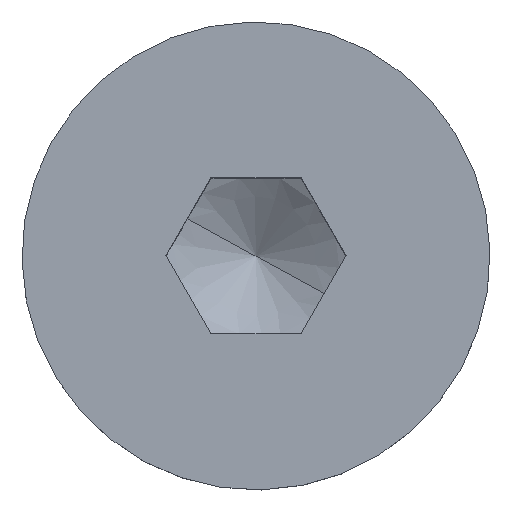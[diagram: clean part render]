
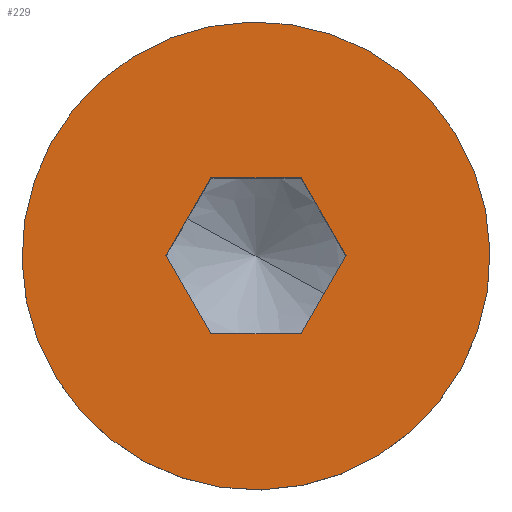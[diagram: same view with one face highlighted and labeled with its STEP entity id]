
A CAD part, top view. The second image highlights one B-rep face of the part: STEP entity #229.
In plain terms, the highlighted planar face has unit normal (0, 0, 1).
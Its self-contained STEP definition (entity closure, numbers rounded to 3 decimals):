
#148=AXIS2_PLACEMENT_3D('Circle Axis2P3D',#146,#147,$) ;
#160=AXIS2_PLACEMENT_3D('Circle Axis2P3D',#158,#159,$) ;
#173=AXIS2_PLACEMENT_3D('Plane Axis2P3D',#170,#171,#172) ;
#136=CARTESIAN_POINT('Vertex',(0.551,6.657,9.)) ;
#143=CARTESIAN_POINT('Vertex',(8.449,2.343,9.)) ;
#146=CARTESIAN_POINT('Axis2P3D Location',(4.5,4.5,9.)) ;
#158=CARTESIAN_POINT('Axis2P3D Location',(4.5,4.5,9.)) ;
#170=CARTESIAN_POINT('Axis2P3D Location',(4.5,4.5,9.)) ;
#179=CARTESIAN_POINT('Line Origine',(3.201,5.25,9.)) ;
#183=CARTESIAN_POINT('Vertex',(2.768,4.5,9.)) ;
#185=CARTESIAN_POINT('Vertex',(3.634,6.,9.)) ;
#188=CARTESIAN_POINT('Line Origine',(4.5,6.,9.)) ;
#192=CARTESIAN_POINT('Vertex',(5.366,6.,9.)) ;
#195=CARTESIAN_POINT('Line Origine',(5.799,5.25,9.)) ;
#199=CARTESIAN_POINT('Vertex',(6.232,4.5,9.)) ;
#202=CARTESIAN_POINT('Line Origine',(5.799,3.75,9.)) ;
#206=CARTESIAN_POINT('Vertex',(5.366,3.,9.)) ;
#209=CARTESIAN_POINT('Line Origine',(4.5,3.,9.)) ;
#213=CARTESIAN_POINT('Vertex',(3.634,3.,9.)) ;
#216=CARTESIAN_POINT('Line Origine',(3.201,3.75,9.)) ;
#147=DIRECTION('Axis2P3D Direction',(0.,0.,-1.)) ;
#159=DIRECTION('Axis2P3D Direction',(0.,0.,-1.)) ;
#171=DIRECTION('Axis2P3D Direction',(0.,0.,-1.)) ;
#172=DIRECTION('Axis2P3D XDirection',(1.,0.,0.)) ;
#180=DIRECTION('Vector Direction',(0.5,0.866,0.)) ;
#189=DIRECTION('Vector Direction',(1.,0.,0.)) ;
#196=DIRECTION('Vector Direction',(0.5,-0.866,0.)) ;
#203=DIRECTION('Vector Direction',(0.5,0.866,0.)) ;
#210=DIRECTION('Vector Direction',(1.,0.,0.)) ;
#217=DIRECTION('Vector Direction',(0.5,-0.866,0.)) ;
#181=VECTOR('Line Direction',#180,1.) ;
#190=VECTOR('Line Direction',#189,1.) ;
#197=VECTOR('Line Direction',#196,1.) ;
#204=VECTOR('Line Direction',#203,1.) ;
#211=VECTOR('Line Direction',#210,1.) ;
#218=VECTOR('Line Direction',#217,1.) ;
#176=ORIENTED_EDGE('',*,*,#162,.F.) ;
#177=ORIENTED_EDGE('',*,*,#150,.F.) ;
#222=ORIENTED_EDGE('',*,*,#187,.T.) ;
#223=ORIENTED_EDGE('',*,*,#194,.T.) ;
#224=ORIENTED_EDGE('',*,*,#201,.T.) ;
#225=ORIENTED_EDGE('',*,*,#208,.T.) ;
#226=ORIENTED_EDGE('',*,*,#215,.T.) ;
#227=ORIENTED_EDGE('',*,*,#220,.T.) ;
#228=FACE_BOUND('',#221,.T.) ;
#229=ADVANCED_FACE('K\X2\00F6\X0\rper.2 ( *SOL7 - wsp *MASTER -  )',(#178,#228),#174,.F.) ;
#149=CIRCLE('generated circle',#148,4.5) ;
#161=CIRCLE('generated circle',#160,4.5) ;
#150=EDGE_CURVE('',#144,#137,#149,.T.) ;
#162=EDGE_CURVE('',#137,#144,#161,.T.) ;
#187=EDGE_CURVE('',#184,#186,#182,.T.) ;
#194=EDGE_CURVE('',#186,#193,#191,.T.) ;
#201=EDGE_CURVE('',#193,#200,#198,.T.) ;
#208=EDGE_CURVE('',#200,#207,#205,.F.) ;
#215=EDGE_CURVE('',#207,#214,#212,.F.) ;
#220=EDGE_CURVE('',#214,#184,#219,.F.) ;
#175=EDGE_LOOP('',(#176,#177)) ;
#221=EDGE_LOOP('',(#222,#223,#224,#225,#226,#227)) ;
#178=FACE_OUTER_BOUND('',#175,.T.) ;
#182=LINE('Line',#179,#181) ;
#191=LINE('Line',#188,#190) ;
#198=LINE('Line',#195,#197) ;
#205=LINE('Line',#202,#204) ;
#212=LINE('Line',#209,#211) ;
#219=LINE('Line',#216,#218) ;
#174=PLANE('',#173) ;
#137=VERTEX_POINT('',#136) ;
#144=VERTEX_POINT('',#143) ;
#184=VERTEX_POINT('',#183) ;
#186=VERTEX_POINT('',#185) ;
#193=VERTEX_POINT('',#192) ;
#200=VERTEX_POINT('',#199) ;
#207=VERTEX_POINT('',#206) ;
#214=VERTEX_POINT('',#213) ;
